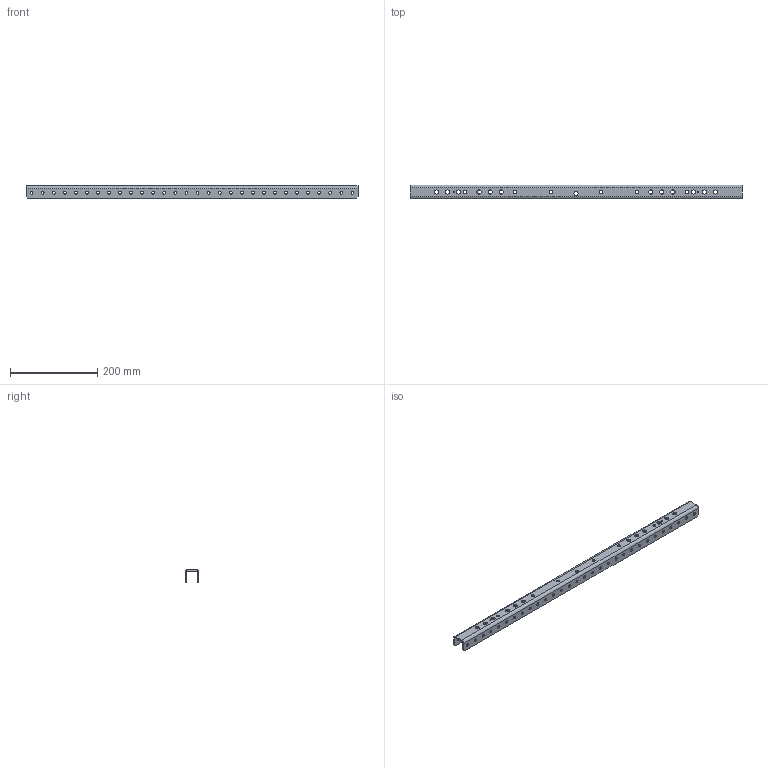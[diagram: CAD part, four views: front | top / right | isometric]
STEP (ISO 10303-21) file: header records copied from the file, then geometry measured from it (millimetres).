
FILE_DESCRIPTION (( 'STEP AP203' ), '1' );
FILE_NAME ('am-2222 C-Channel.STEP', '2016-01-09T23:31:12', ( '' ), ( '' ), 'SwSTEP 2.0', 'SolidWorks 2014', '' );
FILE_SCHEMA (( 'CONFIG_CONTROL_DESIGN' ));
Length unit declared in the file: inch
Products named in the file (1): am-2222 C-Channel
Bounding box: 762 x 31.75 x 28.57 mm (x, y, z)
Volume: 179184.6 mm3; surface area: 123947.8 mm2
Topology: 1 solids, 1 shells, 188 faces, 542 edges, 356 vertices
Faces by surface type: cylinder 166, plane 22
Entity records: 6753 total; most frequent: DIRECTION 1252, CARTESIAN_POINT 1087, ORIENTED_EDGE 1084, EDGE_CURVE 542, AXIS2_PLACEMENT_3D 521, VERTEX_POINT 356, EDGE_LOOP 350, CIRCLE 332
